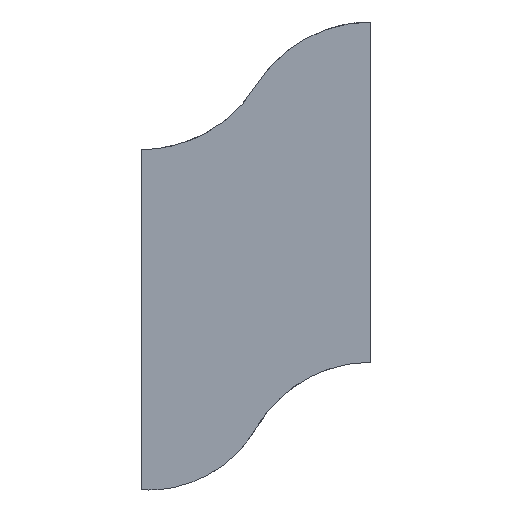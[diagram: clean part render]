
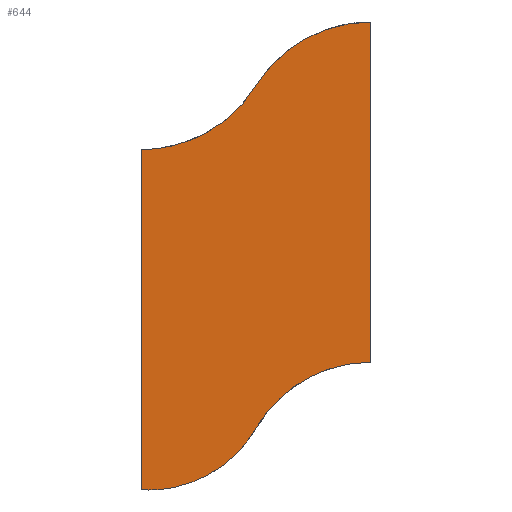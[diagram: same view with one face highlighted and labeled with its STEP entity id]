
A CAD part, left-side view. The second image highlights one B-rep face of the part: STEP entity #644.
In plain terms, the highlighted planar face has unit normal (-1, 0.03, 0).
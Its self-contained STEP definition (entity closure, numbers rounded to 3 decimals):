
#15 = LINE ( 'NONE', #89, #495 ) ;
#29 =( BOUNDED_CURVE ( )  B_SPLINE_CURVE ( 3, ( #469, #411, #547, #224 ),
 .UNSPECIFIED., .F., .T. ) 
 B_SPLINE_CURVE_WITH_KNOTS ( ( 4, 4 ),
 ( 4.712, 4.774 ),
 .UNSPECIFIED. ) 
 CURVE ( )  GEOMETRIC_REPRESENTATION_ITEM ( )  RATIONAL_B_SPLINE_CURVE ( ( 1., 1., 1., 1. ) ) 
 REPRESENTATION_ITEM ( '' )  );
#34 = EDGE_CURVE ( 'NONE', #694, #188, #29, .T. ) ;
#35 = CARTESIAN_POINT ( 'NONE',  ( 397.424, 2.5, 8.5 ) ) ;
#44 = VERTEX_POINT ( 'NONE', #163 ) ;
#53 = CARTESIAN_POINT ( 'NONE',  ( 397.824, 16., 21. ) ) ;
#57 =( BOUNDED_CURVE ( )  B_SPLINE_CURVE ( 3, ( #702, #59, #254, #53 ),
 .UNSPECIFIED., .F., .T. ) 
 B_SPLINE_CURVE_WITH_KNOTS ( ( 4, 4 ),
 ( 3.698, 4.712 ),
 .UNSPECIFIED. ) 
 CURVE ( )  GEOMETRIC_REPRESENTATION_ITEM ( )  RATIONAL_B_SPLINE_CURVE ( ( 1., 0.916, 0.916, 1. ) ) 
 REPRESENTATION_ITEM ( '' )  );
#59 = CARTESIAN_POINT ( 'NONE',  ( 397.668, 10.734, 22.364 ) ) ;
#60 = CARTESIAN_POINT ( 'NONE',  ( 397.807, 15.404, 0.986 ) ) ;
#65 = VERTEX_POINT ( 'NONE', #721 ) ;
#69 = CARTESIAN_POINT ( 'NONE',  ( 397.824, 16., 28.5 ) ) ;
#85 = CARTESIAN_POINT ( 'NONE',  ( 397.424, 2.5, 28.5 ) ) ;
#89 = CARTESIAN_POINT ( 'NONE',  ( 397.824, 16., 1. ) ) ;
#91 = ORIENTED_EDGE ( 'NONE', *, *, #228, .T. ) ;
#99 = LINE ( 'NONE', #442, #780 ) ;
#100 = EDGE_LOOP ( 'NONE', ( #646, #91, #116, #634, #543, #173, #440, #166, #574, #816 ) ) ;
#112 = EDGE_CURVE ( 'NONE', #487, #188, #354, .T. ) ;
#116 = ORIENTED_EDGE ( 'NONE', *, *, #596, .T. ) ;
#119 =( BOUNDED_CURVE ( )  B_SPLINE_CURVE ( 3, ( #85, #794, #603, #356 ),
 .UNSPECIFIED., .F., .T. ) 
 B_SPLINE_CURVE_WITH_KNOTS ( ( 4, 4 ),
 ( 4.712, 5.727 ),
 .UNSPECIFIED. ) 
 CURVE ( )  GEOMETRIC_REPRESENTATION_ITEM ( )  RATIONAL_B_SPLINE_CURVE ( ( 1., 0.916, 0.916, 1. ) ) 
 REPRESENTATION_ITEM ( '' )  );
#127 = CARTESIAN_POINT ( 'NONE',  ( 397.424, 2.5, 8.5 ) ) ;
#163 = CARTESIAN_POINT ( 'NONE',  ( 397.424, 2.5, 28.5 ) ) ;
#164 = CARTESIAN_POINT ( 'NONE',  ( 397.722, 12.557, 1.193 ) ) ;
#166 = ORIENTED_EDGE ( 'NONE', *, *, #593, .F. ) ;
#173 = ORIENTED_EDGE ( 'NONE', *, *, #632, .F. ) ;
#182 = VERTEX_POINT ( 'NONE', #35 ) ;
#188 = VERTEX_POINT ( 'NONE', #298 ) ;
#190 = CARTESIAN_POINT ( 'NONE',  ( 397.582, 7.819, 7.079 ) ) ;
#195 = DIRECTION ( 'NONE',  ( 0., 0., -1. ) ) ;
#207 = CARTESIAN_POINT ( 'NONE',  ( 397.824, 16., 28.5 ) ) ;
#224 = CARTESIAN_POINT ( 'NONE',  ( 397.824, 16., 1. ) ) ;
#228 = EDGE_CURVE ( 'NONE', #44, #767, #119, .T. ) ;
#254 = CARTESIAN_POINT ( 'NONE',  ( 397.741, 13.19, 21. ) ) ;
#269 = EDGE_CURVE ( 'NONE', #65, #698, #15, .T. ) ;
#276 = DIRECTION ( 'NONE',  ( 1., -0.03, 0. ) ) ;
#290 =( BOUNDED_CURVE ( )  B_SPLINE_CURVE ( 3, ( #526, #640, #60, #772 ),
 .UNSPECIFIED., .F., .T. ) 
 B_SPLINE_CURVE_WITH_KNOTS ( ( 4, 4 ),
 ( 4.651, 4.712 ),
 .UNSPECIFIED. ) 
 CURVE ( )  GEOMETRIC_REPRESENTATION_ITEM ( )  RATIONAL_B_SPLINE_CURVE ( ( 1., 1., 1., 1. ) ) 
 REPRESENTATION_ITEM ( '' )  );
#292 = CARTESIAN_POINT ( 'NONE',  ( 397.824, 16., 21. ) ) ;
#298 = CARTESIAN_POINT ( 'NONE',  ( 397.824, 16., 1. ) ) ;
#330 = DIRECTION ( 'NONE',  ( 0.03, 1., 0. ) ) ;
#332 = FACE_OUTER_BOUND ( 'NONE', #100, .T. ) ;
#354 = LINE ( 'NONE', #207, #778 ) ;
#356 = CARTESIAN_POINT ( 'NONE',  ( 397.624, 9.25, 24.75 ) ) ;
#377 = CARTESIAN_POINT ( 'NONE',  ( 397.624, 9.25, 4.615 ) ) ;
#387 = EDGE_CURVE ( 'NONE', #44, #182, #99, .T. ) ;
#407 = DIRECTION ( 'NONE',  ( -0.03, -1., 0. ) ) ;
#411 = CARTESIAN_POINT ( 'NONE',  ( 397.815, 15.702, 0.986 ) ) ;
#423 = CARTESIAN_POINT ( 'NONE',  ( 397.795, 15., 1.007 ) ) ;
#432 = AXIS2_PLACEMENT_3D ( 'NONE', #69, #276, #330 ) ;
#436 =( BOUNDED_CURVE ( )  B_SPLINE_CURVE ( 3, ( #377, #633, #164, #423 ),
 .UNSPECIFIED., .F., .T. ) 
 B_SPLINE_CURVE_WITH_KNOTS ( ( 4, 4 ),
 ( 3.668, 4.636 ),
 .UNSPECIFIED. ) 
 CURVE ( )  GEOMETRIC_REPRESENTATION_ITEM ( )  RATIONAL_B_SPLINE_CURVE ( ( 1., 0.923, 0.923, 1. ) ) 
 REPRESENTATION_ITEM ( '' )  );
#440 = ORIENTED_EDGE ( 'NONE', *, *, #269, .T. ) ;
#442 = CARTESIAN_POINT ( 'NONE',  ( 397.424, 2.5, 28.5 ) ) ;
#466 = DIRECTION ( 'NONE',  ( 0., 0., -1. ) ) ;
#469 = CARTESIAN_POINT ( 'NONE',  ( 397.811, 15.553, 0.986 ) ) ;
#487 = VERTEX_POINT ( 'NONE', #292 ) ;
#495 = VECTOR ( 'NONE', #407, 1000. ) ;
#504 = CARTESIAN_POINT ( 'NONE',  ( 397.795, 15., 1.007 ) ) ;
#506 = VERTEX_POINT ( 'NONE', #504 ) ;
#509 = LINE ( 'NONE', #643, #629 ) ;
#515 = CARTESIAN_POINT ( 'NONE',  ( 397.624, 9.25, 4.615 ) ) ;
#519 = CARTESIAN_POINT ( 'NONE',  ( 397.508, 5.349, 8.5 ) ) ;
#526 = CARTESIAN_POINT ( 'NONE',  ( 397.798, 15.107, 1. ) ) ;
#531 = EDGE_CURVE ( 'NONE', #839, #506, #436, .T. ) ;
#543 = ORIENTED_EDGE ( 'NONE', *, *, #34, .F. ) ;
#547 = CARTESIAN_POINT ( 'NONE',  ( 397.82, 15.851, 0.991 ) ) ;
#550 = EDGE_CURVE ( 'NONE', #182, #839, #845, .T. ) ;
#561 = CARTESIAN_POINT ( 'NONE',  ( 397.624, 9.25, 24.75 ) ) ;
#574 = ORIENTED_EDGE ( 'NONE', *, *, #531, .F. ) ;
#579 = CARTESIAN_POINT ( 'NONE',  ( 397.811, 15.553, 0.986 ) ) ;
#593 = EDGE_CURVE ( 'NONE', #506, #698, #509, .T. ) ;
#596 = EDGE_CURVE ( 'NONE', #767, #487, #57, .T. ) ;
#603 = CARTESIAN_POINT ( 'NONE',  ( 397.58, 7.766, 27.136 ) ) ;
#629 = VECTOR ( 'NONE', #195, 1000. ) ;
#632 = EDGE_CURVE ( 'NONE', #65, #694, #290, .T. ) ;
#633 = CARTESIAN_POINT ( 'NONE',  ( 397.661, 10.481, 2.496 ) ) ;
#634 = ORIENTED_EDGE ( 'NONE', *, *, #112, .T. ) ;
#640 = CARTESIAN_POINT ( 'NONE',  ( 397.802, 15.255, 0.991 ) ) ;
#643 = CARTESIAN_POINT ( 'NONE',  ( 397.795, 15., 28.5 ) ) ;
#644 = ADVANCED_FACE ( 'NONE', ( #332 ), #838, .F. ) ;
#646 = ORIENTED_EDGE ( 'NONE', *, *, #387, .F. ) ;
#688 = DIRECTION ( 'NONE',  ( 0., 0., -1. ) ) ;
#694 = VERTEX_POINT ( 'NONE', #579 ) ;
#698 = VERTEX_POINT ( 'NONE', #833 ) ;
#702 = CARTESIAN_POINT ( 'NONE',  ( 397.624, 9.25, 24.75 ) ) ;
#721 = CARTESIAN_POINT ( 'NONE',  ( 397.798, 15.107, 1. ) ) ;
#764 = CARTESIAN_POINT ( 'NONE',  ( 397.624, 9.25, 4.615 ) ) ;
#767 = VERTEX_POINT ( 'NONE', #561 ) ;
#772 = CARTESIAN_POINT ( 'NONE',  ( 397.811, 15.553, 0.986 ) ) ;
#778 = VECTOR ( 'NONE', #466, 1000. ) ;
#780 = VECTOR ( 'NONE', #688, 1000. ) ;
#794 = CARTESIAN_POINT ( 'NONE',  ( 397.507, 5.31, 28.5 ) ) ;
#816 = ORIENTED_EDGE ( 'NONE', *, *, #550, .F. ) ;
#833 = CARTESIAN_POINT ( 'NONE',  ( 397.795, 15., 1. ) ) ;
#838 = PLANE ( 'NONE',  #432 ) ;
#839 = VERTEX_POINT ( 'NONE', #764 ) ;
#845 =( BOUNDED_CURVE ( )  B_SPLINE_CURVE ( 3, ( #127, #519, #190, #515 ),
 .UNSPECIFIED., .F., .T. ) 
 B_SPLINE_CURVE_WITH_KNOTS ( ( 4, 4 ),
 ( 4.712, 5.757 ),
 .UNSPECIFIED. ) 
 CURVE ( )  GEOMETRIC_REPRESENTATION_ITEM ( )  RATIONAL_B_SPLINE_CURVE ( ( 1., 0.911, 0.911, 1. ) ) 
 REPRESENTATION_ITEM ( '' )  );
